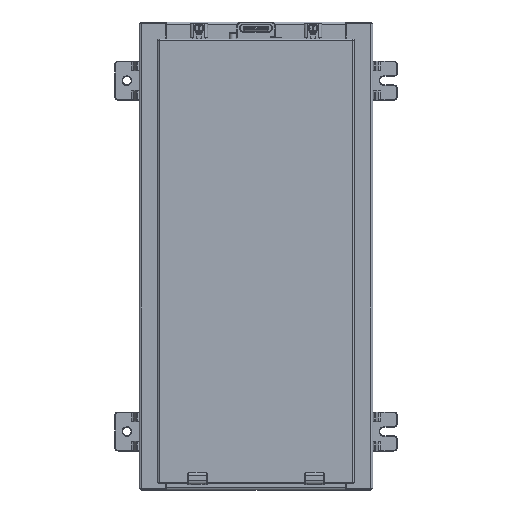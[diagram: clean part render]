
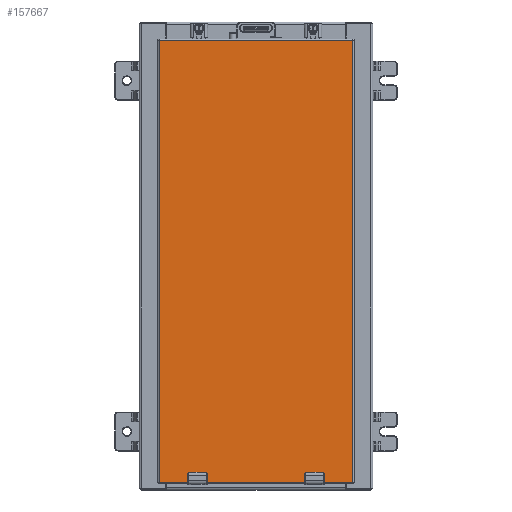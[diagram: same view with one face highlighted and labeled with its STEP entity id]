
A CAD part, top view. The second image highlights one B-rep face of the part: STEP entity #157667.
In plain terms, the highlighted planar face has unit normal (0, 0, 1).
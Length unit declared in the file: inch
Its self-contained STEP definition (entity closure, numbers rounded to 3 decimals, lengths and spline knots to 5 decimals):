
#1519 = EDGE_CURVE ( 'NONE', #187111, #62980, #45871, .T. ) ;
#2231 = EDGE_CURVE ( 'NONE', #29023, #25709, #29602, .T. ) ;
#4344 = CARTESIAN_POINT ( 'NONE',  ( -2.655, -11.195, 4.073 ) ) ;
#5075 = CARTESIAN_POINT ( 'NONE',  ( 2.65523, -11.195, 4.073 ) ) ;
#6523 = ORIENTED_EDGE ( 'NONE', *, *, #11270, .T. ) ;
#7358 = CARTESIAN_POINT ( 'NONE',  ( 0., -11.165, 4.073 ) ) ;
#9361 = EDGE_CURVE ( 'NONE', #139564, #80820, #158327, .T. ) ;
#10112 = EDGE_CURVE ( 'NONE', #80820, #46554, #66010, .T. ) ;
#11270 = EDGE_CURVE ( 'NONE', #161832, #60259, #92652, .T. ) ;
#13988 = DIRECTION ( 'NONE',  ( 0., 1., 0. ) ) ;
#20449 = DIRECTION ( 'NONE',  ( 0., 1., 0. ) ) ;
#20476 = ORIENTED_EDGE ( 'NONE', *, *, #1519, .F. ) ;
#21685 = CARTESIAN_POINT ( 'NONE',  ( -3.345, -11.195, 4.073 ) ) ;
#22272 = LINE ( 'NONE', #25131, #156569 ) ;
#25131 = CARTESIAN_POINT ( 'NONE',  ( 4.97137, -5.8625, 4.073 ) ) ;
#25201 = DIRECTION ( 'NONE',  ( 0., 1., 0. ) ) ;
#25709 = VERTEX_POINT ( 'NONE', #21685 ) ;
#28750 = ORIENTED_EDGE ( 'NONE', *, *, #106324, .T. ) ;
#29023 = VERTEX_POINT ( 'NONE', #68610 ) ;
#29602 = CIRCLE ( 'NONE', #162470, 0.03 ) ;
#30003 = VERTEX_POINT ( 'NONE', #46024 ) ;
#31612 = LINE ( 'NONE', #167953, #174946 ) ;
#31982 = VECTOR ( 'NONE', #98006, 39.37008 ) ;
#32130 = VERTEX_POINT ( 'NONE', #134589 ) ;
#32537 = DIRECTION ( 'NONE',  ( -1., 0., 0. ) ) ;
#34440 = EDGE_CURVE ( 'NONE', #62980, #94758, #116571, .T. ) ;
#37651 = ORIENTED_EDGE ( 'NONE', *, *, #149328, .T. ) ;
#44509 = DIRECTION ( 'NONE',  ( 0., 0., 1. ) ) ;
#45871 = LINE ( 'NONE', #151248, #88703 ) ;
#46024 = CARTESIAN_POINT ( 'NONE',  ( 3.34523, -11.615, 4.073 ) ) ;
#46554 = VERTEX_POINT ( 'NONE', #98365 ) ;
#49847 = VERTEX_POINT ( 'NONE', #85113 ) ;
#50525 = CARTESIAN_POINT ( 'NONE',  ( 0., -11.615, 4.073 ) ) ;
#50884 = LINE ( 'NONE', #64366, #86189 ) ;
#51589 = ORIENTED_EDGE ( 'NONE', *, *, #10112, .F. ) ;
#53466 = CARTESIAN_POINT ( 'NONE',  ( 2.65523, -5.8625, 4.073 ) ) ;
#53536 = EDGE_CURVE ( 'NONE', #30003, #32130, #50884, .T. ) ;
#57493 = ORIENTED_EDGE ( 'NONE', *, *, #96270, .F. ) ;
#59382 = ORIENTED_EDGE ( 'NONE', *, *, #186509, .T. ) ;
#60259 = VERTEX_POINT ( 'NONE', #77611 ) ;
#60787 = ORIENTED_EDGE ( 'NONE', *, *, #132568, .T. ) ;
#62229 = ORIENTED_EDGE ( 'NONE', *, *, #132222, .F. ) ;
#62980 = VERTEX_POINT ( 'NONE', #4344 ) ;
#64366 = CARTESIAN_POINT ( 'NONE',  ( 3.34523, -5.8625, 4.073 ) ) ;
#65609 = VECTOR ( 'NONE', #124802, 39.37008 ) ;
#66010 = LINE ( 'NONE', #53466, #31982 ) ;
#67664 = CARTESIAN_POINT ( 'NONE',  ( -4.97122, -5.8625, 4.073 ) ) ;
#68610 = CARTESIAN_POINT ( 'NONE',  ( -3.315, -11.165, 4.073 ) ) ;
#68674 = DIRECTION ( 'NONE',  ( 0., 0., 1. ) ) ;
#68704 = DIRECTION ( 'NONE',  ( 0., 0., 1. ) ) ;
#69074 = DIRECTION ( 'NONE',  ( -1., 0., 0. ) ) ;
#71759 = CARTESIAN_POINT ( 'NONE',  ( 0., -11.615, 4.073 ) ) ;
#71822 = EDGE_LOOP ( 'NONE', ( #141912, #163175, #59382, #6523, #28750, #60787, #111794, #154389, #57493, #92823, #20476, #37651, #51589, #170014, #62229, #149413 ) ) ;
#74419 = CARTESIAN_POINT ( 'NONE',  ( -3.345, -11.195, 4.073 ) ) ;
#75511 = VECTOR ( 'NONE', #149813, 39.37008 ) ;
#77611 = CARTESIAN_POINT ( 'NONE',  ( -4.97122, 11.065, 4.073 ) ) ;
#79559 = LINE ( 'NONE', #50525, #116583 ) ;
#80820 = VERTEX_POINT ( 'NONE', #5075 ) ;
#81702 = CARTESIAN_POINT ( 'NONE',  ( -3.345, -11.615, 4.073 ) ) ;
#81708 = LINE ( 'NONE', #7358, #122686 ) ;
#82263 = CARTESIAN_POINT ( 'NONE',  ( 2.68523, -11.195, 4.073 ) ) ;
#83261 = CARTESIAN_POINT ( 'NONE',  ( -2.685, -11.195, 4.073 ) ) ;
#83573 = CARTESIAN_POINT ( 'NONE',  ( 2.68523, -11.165, 4.073 ) ) ;
#85113 = CARTESIAN_POINT ( 'NONE',  ( 3.31523, -11.165, 4.073 ) ) ;
#86189 = VECTOR ( 'NONE', #173490, 39.37008 ) ;
#88553 = VERTEX_POINT ( 'NONE', #143330 ) ;
#88703 = VECTOR ( 'NONE', #108709, 39.37008 ) ;
#89306 = CARTESIAN_POINT ( 'NONE',  ( 0., -5.8625, 4.073 ) ) ;
#92652 = LINE ( 'NONE', #139023, #109579 ) ;
#92823 = ORIENTED_EDGE ( 'NONE', *, *, #34440, .F. ) ;
#94758 = VERTEX_POINT ( 'NONE', #159718 ) ;
#96270 = EDGE_CURVE ( 'NONE', #94758, #29023, #31612, .T. ) ;
#98006 = DIRECTION ( 'NONE',  ( 0., -1., 0. ) ) ;
#98365 = CARTESIAN_POINT ( 'NONE',  ( 2.65523, -11.615, 4.073 ) ) ;
#101397 = VECTOR ( 'NONE', #158885, 39.37008 ) ;
#101936 = FACE_OUTER_BOUND ( 'NONE', #71822, .T. ) ;
#103924 = VERTEX_POINT ( 'NONE', #108571 ) ;
#106324 = EDGE_CURVE ( 'NONE', #60259, #88553, #141208, .T. ) ;
#107355 = AXIS2_PLACEMENT_3D ( 'NONE', #83261, #68704, #20449 ) ;
#108571 = CARTESIAN_POINT ( 'NONE',  ( 4.97137, -11.615, 4.073 ) ) ;
#108709 = DIRECTION ( 'NONE',  ( 0., 1., 0. ) ) ;
#109579 = VECTOR ( 'NONE', #136160, 39.37008 ) ;
#111197 = DIRECTION ( 'NONE',  ( 0., 1., 0. ) ) ;
#111657 = EDGE_CURVE ( 'NONE', #30003, #103924, #127952, .T. ) ;
#111794 = ORIENTED_EDGE ( 'NONE', *, *, #123639, .F. ) ;
#116125 = DIRECTION ( 'NONE',  ( 0., 1., 0. ) ) ;
#116571 = CIRCLE ( 'NONE', #107355, 0.03 ) ;
#116583 = VECTOR ( 'NONE', #182087, 39.37008 ) ;
#122686 = VECTOR ( 'NONE', #69074, 39.37008 ) ;
#123639 = EDGE_CURVE ( 'NONE', #25709, #156720, #152680, .T. ) ;
#124308 = AXIS2_PLACEMENT_3D ( 'NONE', #82263, #68674, #25201 ) ;
#124802 = DIRECTION ( 'NONE',  ( 1., 0., 0. ) ) ;
#127952 = LINE ( 'NONE', #71759, #101397 ) ;
#129967 = EDGE_CURVE ( 'NONE', #32130, #49847, #165392, .T. ) ;
#132222 = EDGE_CURVE ( 'NONE', #49847, #139564, #81708, .T. ) ;
#132568 = EDGE_CURVE ( 'NONE', #88553, #156720, #79559, .T. ) ;
#133762 = DIRECTION ( 'NONE',  ( 0., 1., 0. ) ) ;
#134589 = CARTESIAN_POINT ( 'NONE',  ( 3.34523, -11.195, 4.073 ) ) ;
#136160 = DIRECTION ( 'NONE',  ( -1., 0., 0. ) ) ;
#139023 = CARTESIAN_POINT ( 'NONE',  ( 0., 11.065, 4.073 ) ) ;
#139564 = VERTEX_POINT ( 'NONE', #83573 ) ;
#141208 = LINE ( 'NONE', #67664, #162273 ) ;
#141327 = CARTESIAN_POINT ( 'NONE',  ( 4.97137, 11.065, 4.073 ) ) ;
#141912 = ORIENTED_EDGE ( 'NONE', *, *, #53536, .F. ) ;
#143330 = CARTESIAN_POINT ( 'NONE',  ( -4.97122, -11.615, 4.073 ) ) ;
#145415 = DIRECTION ( 'NONE',  ( 0., 0., 1. ) ) ;
#149328 = EDGE_CURVE ( 'NONE', #187111, #46554, #169324, .T. ) ;
#149413 = ORIENTED_EDGE ( 'NONE', *, *, #129967, .F. ) ;
#149813 = DIRECTION ( 'NONE',  ( 0., -1., 0. ) ) ;
#150203 = CARTESIAN_POINT ( 'NONE',  ( 3.31523, -11.195, 4.073 ) ) ;
#151248 = CARTESIAN_POINT ( 'NONE',  ( -2.655, -11.875, 4.073 ) ) ;
#152680 = LINE ( 'NONE', #74419, #75511 ) ;
#154389 = ORIENTED_EDGE ( 'NONE', *, *, #2231, .F. ) ;
#156569 = VECTOR ( 'NONE', #111197, 39.37008 ) ;
#156720 = VERTEX_POINT ( 'NONE', #81702 ) ;
#157667 = ADVANCED_FACE ( 'NONE', ( #101936 ), #189978, .T. ) ;
#158327 = CIRCLE ( 'NONE', #124308, 0.03 ) ;
#158616 = DIRECTION ( 'NONE',  ( 0., -1., 0. ) ) ;
#158885 = DIRECTION ( 'NONE',  ( 1., 0., 0. ) ) ;
#159569 = AXIS2_PLACEMENT_3D ( 'NONE', #89306, #145415, #13988 ) ;
#159718 = CARTESIAN_POINT ( 'NONE',  ( -2.685, -11.165, 4.073 ) ) ;
#161832 = VERTEX_POINT ( 'NONE', #141327 ) ;
#162273 = VECTOR ( 'NONE', #158616, 39.37008 ) ;
#162470 = AXIS2_PLACEMENT_3D ( 'NONE', #189689, #44509, #116125 ) ;
#163175 = ORIENTED_EDGE ( 'NONE', *, *, #111657, .T. ) ;
#165392 = CIRCLE ( 'NONE', #190114, 0.03 ) ;
#165691 = DIRECTION ( 'NONE',  ( 0., 0., 1. ) ) ;
#167953 = CARTESIAN_POINT ( 'NONE',  ( -2.685, -11.165, 4.073 ) ) ;
#168129 = CARTESIAN_POINT ( 'NONE',  ( -2.655, -11.615, 4.073 ) ) ;
#169324 = LINE ( 'NONE', #172944, #65609 ) ;
#170014 = ORIENTED_EDGE ( 'NONE', *, *, #9361, .F. ) ;
#172944 = CARTESIAN_POINT ( 'NONE',  ( 0., -11.615, 4.073 ) ) ;
#173490 = DIRECTION ( 'NONE',  ( 0., 1., 0. ) ) ;
#174946 = VECTOR ( 'NONE', #32537, 39.37008 ) ;
#182087 = DIRECTION ( 'NONE',  ( 1., 0., 0. ) ) ;
#186509 = EDGE_CURVE ( 'NONE', #103924, #161832, #22272, .T. ) ;
#187111 = VERTEX_POINT ( 'NONE', #168129 ) ;
#189689 = CARTESIAN_POINT ( 'NONE',  ( -3.315, -11.195, 4.073 ) ) ;
#189978 = PLANE ( 'NONE',  #159569 ) ;
#190114 = AXIS2_PLACEMENT_3D ( 'NONE', #150203, #165691, #133762 ) ;
